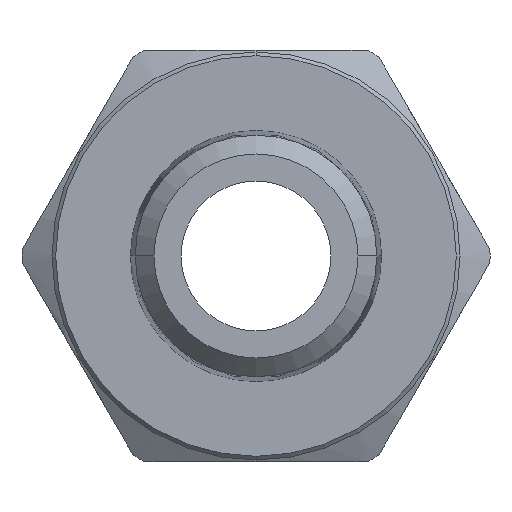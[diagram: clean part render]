
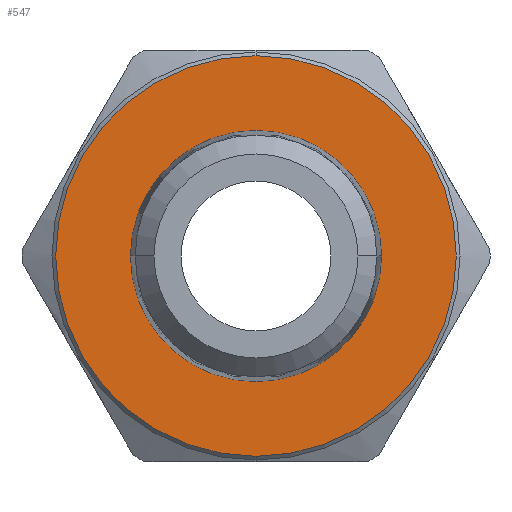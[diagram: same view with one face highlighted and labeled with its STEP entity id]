
A CAD part, front view. The second image highlights one B-rep face of the part: STEP entity #547.
In plain terms, the highlighted planar face has unit normal (0, -1, 0).
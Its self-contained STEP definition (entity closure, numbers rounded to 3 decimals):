
#547 = ADVANCED_FACE ( 'NONE', ( #805, #804 ), #799, .T. ) ;
#548 = ORIENTED_EDGE ( 'NONE', *, *, #565, .T. ) ;
#550 = EDGE_LOOP ( 'NONE', ( #564, #567 ) ) ;
#554 = EDGE_LOOP ( 'NONE', ( #548, #566 ) ) ;
#559 = EDGE_CURVE ( 'NONE', #650, #586, #1027, .T. ) ;
#564 = ORIENTED_EDGE ( 'NONE', *, *, #559, .F. ) ;
#565 = EDGE_CURVE ( 'NONE', #668, #667, #1074, .T. ) ;
#566 = ORIENTED_EDGE ( 'NONE', *, *, #666, .T. ) ;
#567 = ORIENTED_EDGE ( 'NONE', *, *, #649, .F. ) ;
#582 = DIRECTION ( 'NONE',  ( 0., -1., 0. ) ) ;
#586 = VERTEX_POINT ( 'NONE', #1053 ) ;
#649 = EDGE_CURVE ( 'NONE', #586, #650, #1175, .T. ) ;
#650 = VERTEX_POINT ( 'NONE', #1249 ) ;
#666 = EDGE_CURVE ( 'NONE', #667, #668, #1221, .T. ) ;
#667 = VERTEX_POINT ( 'NONE', #1216 ) ;
#668 = VERTEX_POINT ( 'NONE', #1215 ) ;
#799 = PLANE ( 'NONE',  #803 ) ;
#802 = CARTESIAN_POINT ( 'NONE',  ( 10.7, 11., 0. ) ) ;
#803 = AXIS2_PLACEMENT_3D ( 'NONE', #802, #582, #1081 ) ;
#804 = FACE_BOUND ( 'NONE', #550, .T. ) ;
#805 = FACE_OUTER_BOUND ( 'NONE', #554, .T. ) ;
#1027 = CIRCLE ( 'NONE', #1088, 6.707 ) ;
#1053 = CARTESIAN_POINT ( 'NONE',  ( 6.707, 11., 0. ) ) ;
#1067 = CARTESIAN_POINT ( 'NONE',  ( 0., 11., 0. ) ) ;
#1071 = DIRECTION ( 'NONE',  ( 0., 0., -1. ) ) ;
#1072 = DIRECTION ( 'NONE',  ( 0., -1., 0. ) ) ;
#1073 = AXIS2_PLACEMENT_3D ( 'NONE', #1067, #1072, #1071 ) ;
#1074 = CIRCLE ( 'NONE', #1073, 10.7 ) ;
#1081 = DIRECTION ( 'NONE',  ( 0., 0., -1. ) ) ;
#1085 = DIRECTION ( 'NONE',  ( 1., 0., 0. ) ) ;
#1086 = DIRECTION ( 'NONE',  ( 0., -1., 0. ) ) ;
#1087 = CARTESIAN_POINT ( 'NONE',  ( 0., 11., 0. ) ) ;
#1088 = AXIS2_PLACEMENT_3D ( 'NONE', #1087, #1086, #1085 ) ;
#1173 = CARTESIAN_POINT ( 'NONE',  ( 0., 11., 0. ) ) ;
#1174 = AXIS2_PLACEMENT_3D ( 'NONE', #1173, #1251, #1250 ) ;
#1175 = CIRCLE ( 'NONE', #1174, 6.707 ) ;
#1215 = CARTESIAN_POINT ( 'NONE',  ( 0., 11., 10.7 ) ) ;
#1216 = CARTESIAN_POINT ( 'NONE',  ( 0., 11., -10.7 ) ) ;
#1217 = DIRECTION ( 'NONE',  ( 0., 0., -1. ) ) ;
#1218 = DIRECTION ( 'NONE',  ( 0., -1., 0. ) ) ;
#1219 = CARTESIAN_POINT ( 'NONE',  ( 0., 11., 0. ) ) ;
#1220 = AXIS2_PLACEMENT_3D ( 'NONE', #1219, #1218, #1217 ) ;
#1221 = CIRCLE ( 'NONE', #1220, 10.7 ) ;
#1249 = CARTESIAN_POINT ( 'NONE',  ( -6.707, 11., 0. ) ) ;
#1250 = DIRECTION ( 'NONE',  ( 1., 0., 0. ) ) ;
#1251 = DIRECTION ( 'NONE',  ( 0., -1., 0. ) ) ;
